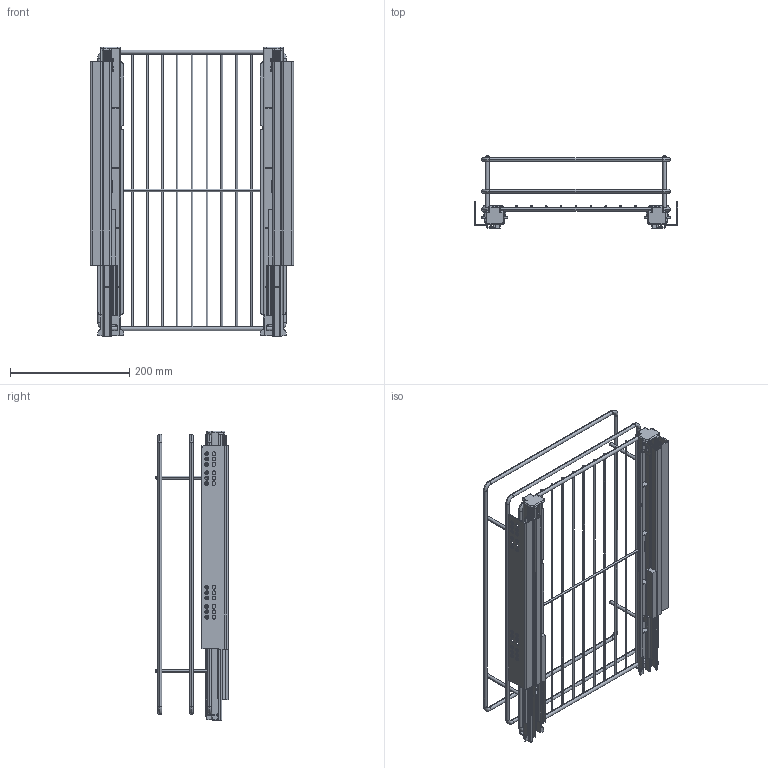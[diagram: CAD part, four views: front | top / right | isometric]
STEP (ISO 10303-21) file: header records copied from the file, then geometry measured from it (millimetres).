
FILE_DESCRIPTION (( 'STEP AP214' ), '1' );
FILE_NAME ('Bandeja multiuso CLASSIC F400 151H.STEP', '2022-10-04T06:06:46', ( '' ), ( '' ), 'SwSTEP 2.0', 'SolidWorks 2018', '' );
FILE_SCHEMA (( 'AUTOMOTIVE_DESIGN' ));
Length unit declared in the file: millimetre
Products named in the file (13): HETTICH_IZDO_Guia intermedia_480 V6; P080069; QUADRO V6 480 EB20 SS DC_Libre; HETTICH_DCHO_Funda_480 V6; HETTICH_IZDO_Freno; HETTICH_DCHO_Guia intermedia_480 V6; HETTICH_DCHO_Freno; P010022_MODELO 40; Bandeja multiuso CLASSIC F400 151H; QUADRO V6 480 EB20 SS IZ_Libre; FUNDA HETTICH IZQ_02; HETTICH_Guia interior; HETTICH_IZDO_Funda_480 V6
Assembly tree (15 placements, depth 3):
  Bandeja multiuso CLASSIC F400 151H
    QUADRO V6 480 EB20 SS DC_Libre
      HETTICH_DCHO_Funda_480 V6
      HETTICH_DCHO_Guia intermedia_480 V6
      HETTICH_Guia interior
      HETTICH_DCHO_Freno
    QUADRO V6 480 EB20 SS IZ_Libre
      HETTICH_IZDO_Funda_480 V6
      HETTICH_IZDO_Guia intermedia_480 V6
      HETTICH_Guia interior
      HETTICH_IZDO_Freno
    FUNDA HETTICH IZQ_02  x2
    P080069  x2
    P010022_MODELO 40
Bounding box: 340.5 x 121.5 x 486 mm (x, y, z)
Volume: 586011.5 mm3; surface area: 563566.1 mm2
Topology: 33 solids, 33 shells, 1366 faces, 3552 edges, 2248 vertices
Faces by surface type: plane 626, cylinder 544, torus 116, sphere 36, cone 28, bspline 16
Entity records: 33983 total; most frequent: CARTESIAN_POINT 9941, DIRECTION 5075, ORIENTED_EDGE 4750, EDGE_CURVE 2375, AXIS2_PLACEMENT_3D 1844, VERTEX_POINT 1510, VECTOR 1387, LINE 1387
